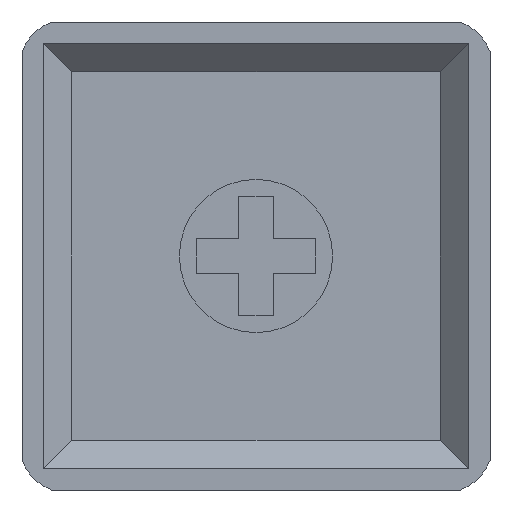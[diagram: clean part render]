
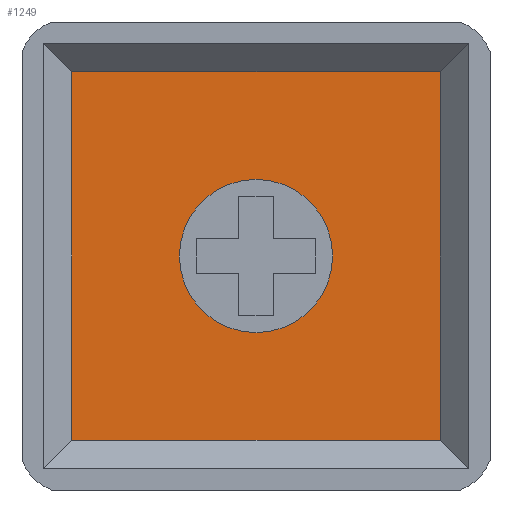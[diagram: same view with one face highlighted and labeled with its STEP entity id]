
A CAD part, front view. The second image highlights one B-rep face of the part: STEP entity #1249.
In plain terms, the highlighted planar face has unit normal (0, -1, 0).
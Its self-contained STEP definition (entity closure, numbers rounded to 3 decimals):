
#40=CIRCLE('',#1312,2.7);
#53=PLANE('',#1311);
#77=FACE_BOUND('',#428,.T.);
#128=LINE('',#2724,#220);
#129=LINE('',#2727,#221);
#131=LINE('',#2731,#223);
#132=LINE('',#2732,#224);
#220=VECTOR('',#1462,10.);
#221=VECTOR('',#1465,10.);
#223=VECTOR('',#1469,10.);
#224=VECTOR('',#1470,10.);
#349=FACE_OUTER_BOUND('',#427,.T.);
#427=EDGE_LOOP('',(#1093,#1094,#1095,#1096));
#428=EDGE_LOOP('',(#1097));
#609=VERTEX_POINT('',#2720);
#610=VERTEX_POINT('',#2722);
#611=VERTEX_POINT('',#2726);
#612=VERTEX_POINT('',#2730);
#613=VERTEX_POINT('',#2733);
#778=EDGE_CURVE('',#610,#609,#128,.T.);
#779=EDGE_CURVE('',#609,#611,#129,.T.);
#781=EDGE_CURVE('',#612,#610,#131,.T.);
#782=EDGE_CURVE('',#611,#612,#132,.T.);
#783=EDGE_CURVE('',#613,#613,#40,.T.);
#1093=ORIENTED_EDGE('',*,*,#778,.F.);
#1094=ORIENTED_EDGE('',*,*,#781,.F.);
#1095=ORIENTED_EDGE('',*,*,#782,.F.);
#1096=ORIENTED_EDGE('',*,*,#779,.F.);
#1097=ORIENTED_EDGE('',*,*,#783,.F.);
#1249=ADVANCED_FACE('',(#349,#77),#53,.F.);
#1311=AXIS2_PLACEMENT_3D('',#2729,#1467,#1468);
#1312=AXIS2_PLACEMENT_3D('',#2734,#1471,#1472);
#1462=DIRECTION('',(1.,0.,0.));
#1465=DIRECTION('',(0.,0.,-1.));
#1467=DIRECTION('center_axis',(0.,1.,0.));
#1468=DIRECTION('ref_axis',(-1.,0.,0.));
#1469=DIRECTION('',(0.,0.,1.));
#1470=DIRECTION('',(-1.,0.,0.));
#1471=DIRECTION('center_axis',(0.,-1.,0.));
#1472=DIRECTION('ref_axis',(1.,0.,0.));
#2720=CARTESIAN_POINT('',(6.5,2.3,6.5));
#2722=CARTESIAN_POINT('',(-6.5,2.3,6.5));
#2724=CARTESIAN_POINT('',(-3.75,2.3,6.5));
#2726=CARTESIAN_POINT('',(6.5,2.3,-6.5));
#2727=CARTESIAN_POINT('',(6.5,2.3,3.75));
#2729=CARTESIAN_POINT('Origin',(0.,2.3,0.));
#2730=CARTESIAN_POINT('',(-6.5,2.3,-6.5));
#2731=CARTESIAN_POINT('',(-6.5,2.3,-3.75));
#2732=CARTESIAN_POINT('',(3.75,2.3,-6.5));
#2733=CARTESIAN_POINT('',(-2.7,2.3,0.));
#2734=CARTESIAN_POINT('Origin',(0.,2.3,0.));
